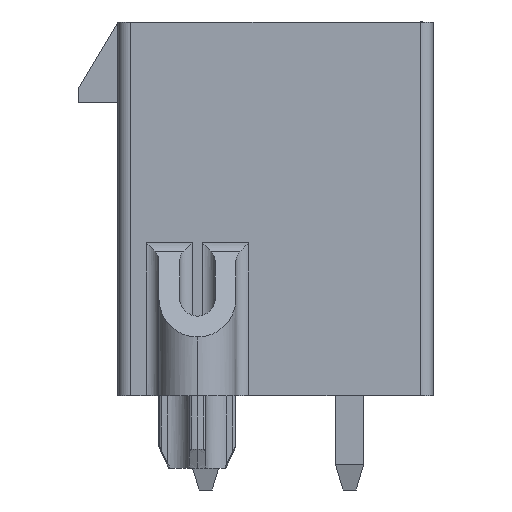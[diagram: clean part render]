
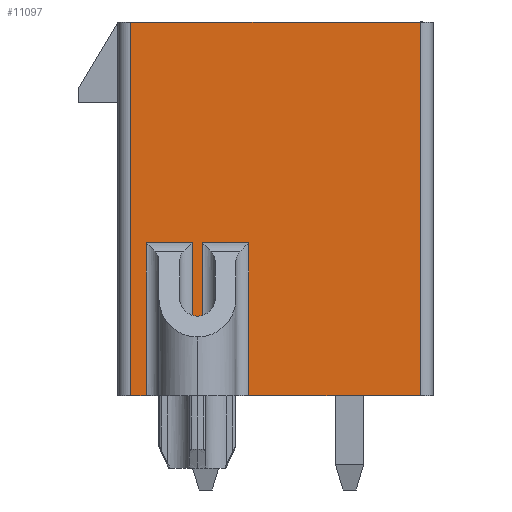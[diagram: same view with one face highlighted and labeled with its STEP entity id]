
A CAD part, left-side view. The second image highlights one B-rep face of the part: STEP entity #11097.
In plain terms, the highlighted planar face has unit normal (-1, 0, 0).
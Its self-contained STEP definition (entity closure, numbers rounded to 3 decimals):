
#1186=DIRECTION('',(0.,-1.,0.));
#1187=VECTOR('',#1186,11.48);
#1188=CARTESIAN_POINT('',(20.1,61.6,0.));
#1189=LINE('4024',#1188,#1187);
#1287=DIRECTION('',(0.,0.,-1.));
#1288=VECTOR('',#1287,14.8);
#1289=CARTESIAN_POINT('',(20.1,50.12,0.));
#1290=LINE('4166',#1289,#1288);
#1301=DIRECTION('',(0.,-1.,0.));
#1302=VECTOR('',#1301,6.81);
#1303=CARTESIAN_POINT('',(20.1,56.93,-14.8));
#1304=LINE('4156',#1303,#1302);
#1308=DIRECTION('',(0.,-1.,0.));
#1309=VECTOR('',#1308,0.62);
#1310=CARTESIAN_POINT('',(20.1,61.6,-14.8));
#1311=LINE('4164',#1310,#1309);
#1469=DIRECTION('',(0.,0.,1.));
#1470=VECTOR('',#1469,14.8);
#1471=CARTESIAN_POINT('',(20.1,61.6,-14.8));
#1472=LINE('4165',#1471,#1470);
#1483=DIRECTION('',(0.,0.,-1.));
#1484=VECTOR('',#1483,6.057);
#1485=CARTESIAN_POINT('',(20.1,60.98,-8.743));
#1486=LINE('4163',#1485,#1484);
#1516=DIRECTION('',(0.,1.,0.));
#1517=VECTOR('',#1516,1.825);
#1518=CARTESIAN_POINT('',(20.1,59.155,-8.743));
#1519=LINE('4162',#1518,#1517);
#1540=DIRECTION('',(0.,0.,1.));
#1541=VECTOR('',#1540,4.997);
#1542=CARTESIAN_POINT('',(20.1,59.155,-13.74));
#1543=LINE('4161',#1542,#1541);
#1586=DIRECTION('',(0.,1.,0.));
#1587=VECTOR('',#1586,0.4);
#1588=CARTESIAN_POINT('',(20.1,58.755,-13.74));
#1589=LINE('4160',#1588,#1587);
#1673=DIRECTION('',(0.,0.,-1.));
#1674=VECTOR('',#1673,4.997);
#1675=CARTESIAN_POINT('',(20.1,58.755,-8.743));
#1676=LINE('4159',#1675,#1674);
#1699=DIRECTION('',(0.,1.,0.));
#1700=VECTOR('',#1699,1.825);
#1701=CARTESIAN_POINT('',(20.1,56.93,-8.743));
#1702=LINE('4158',#1701,#1700);
#1739=DIRECTION('',(0.,0.,1.));
#1740=VECTOR('',#1739,6.057);
#1741=CARTESIAN_POINT('',(20.1,56.93,-14.8));
#1742=LINE('4157',#1741,#1740);
#8878=CARTESIAN_POINT('',(20.1,50.12,0.));
#8880=VERTEX_POINT('',#8878);
#8882=CARTESIAN_POINT('',(20.1,61.6,0.));
#8883=VERTEX_POINT('',#8882);
#9084=CARTESIAN_POINT('',(20.1,56.93,-14.8));
#9085=CARTESIAN_POINT('',(20.1,50.12,-14.8));
#9086=VERTEX_POINT('',#9084);
#9087=VERTEX_POINT('',#9085);
#9088=CARTESIAN_POINT('',(20.1,56.93,-8.743));
#9089=VERTEX_POINT('',#9088);
#9090=CARTESIAN_POINT('',(20.1,58.755,-8.743));
#9091=VERTEX_POINT('',#9090);
#9092=CARTESIAN_POINT('',(20.1,58.755,-13.74));
#9093=VERTEX_POINT('',#9092);
#9094=CARTESIAN_POINT('',(20.1,59.155,-13.74));
#9095=VERTEX_POINT('',#9094);
#9096=CARTESIAN_POINT('',(20.1,59.155,-8.743));
#9097=VERTEX_POINT('',#9096);
#9098=CARTESIAN_POINT('',(20.1,60.98,-8.743));
#9099=VERTEX_POINT('',#9098);
#9100=CARTESIAN_POINT('',(20.1,60.98,-14.8));
#9101=VERTEX_POINT('',#9100);
#9102=CARTESIAN_POINT('',(20.1,61.6,-14.8));
#9103=VERTEX_POINT('',#9102);
#11068=CARTESIAN_POINT('',(20.1,49.62,0.));
#11069=DIRECTION('',(1.,0.,0.));
#11070=DIRECTION('',(0.,-1.,0.));
#11071=AXIS2_PLACEMENT_3D('',#11068,#11069,#11070);
#11072=PLANE('5101',#11071);
#11073=ORIENTED_EDGE('4166',*,*,#11059,.T.);
#11075=ORIENTED_EDGE('4156',*,*,#11074,.F.);
#11077=ORIENTED_EDGE('4157',*,*,#11076,.T.);
#11079=ORIENTED_EDGE('4158',*,*,#11078,.T.);
#11081=ORIENTED_EDGE('4159',*,*,#11080,.T.);
#11083=ORIENTED_EDGE('4160',*,*,#11082,.T.);
#11085=ORIENTED_EDGE('4161',*,*,#11084,.T.);
#11087=ORIENTED_EDGE('4162',*,*,#11086,.T.);
#11089=ORIENTED_EDGE('4163',*,*,#11088,.T.);
#11091=ORIENTED_EDGE('4164',*,*,#11090,.F.);
#11093=ORIENTED_EDGE('4165',*,*,#11092,.T.);
#11094=ORIENTED_EDGE('4024',*,*,#10968,.T.);
#11095=EDGE_LOOP('5101',(#11073,#11075,#11077,#11079,#11081,#11083,#11085,
#11087,#11089,#11091,#11093,#11094));
#11096=FACE_OUTER_BOUND('5101',#11095,.F.);
#10968=EDGE_CURVE('4024',#8883,#8880,#1189,.T.);
#11059=EDGE_CURVE('4166',#8880,#9087,#1290,.T.);
#11074=EDGE_CURVE('4156',#9086,#9087,#1304,.T.);
#11076=EDGE_CURVE('4157',#9086,#9089,#1742,.T.);
#11078=EDGE_CURVE('4158',#9089,#9091,#1702,.T.);
#11080=EDGE_CURVE('4159',#9091,#9093,#1676,.T.);
#11082=EDGE_CURVE('4160',#9093,#9095,#1589,.T.);
#11084=EDGE_CURVE('4161',#9095,#9097,#1543,.T.);
#11086=EDGE_CURVE('4162',#9097,#9099,#1519,.T.);
#11088=EDGE_CURVE('4163',#9099,#9101,#1486,.T.);
#11090=EDGE_CURVE('4164',#9103,#9101,#1311,.T.);
#11092=EDGE_CURVE('4165',#9103,#8883,#1472,.T.);
#11097=ADVANCED_FACE('5101',(#11096),#11072,.F.);
